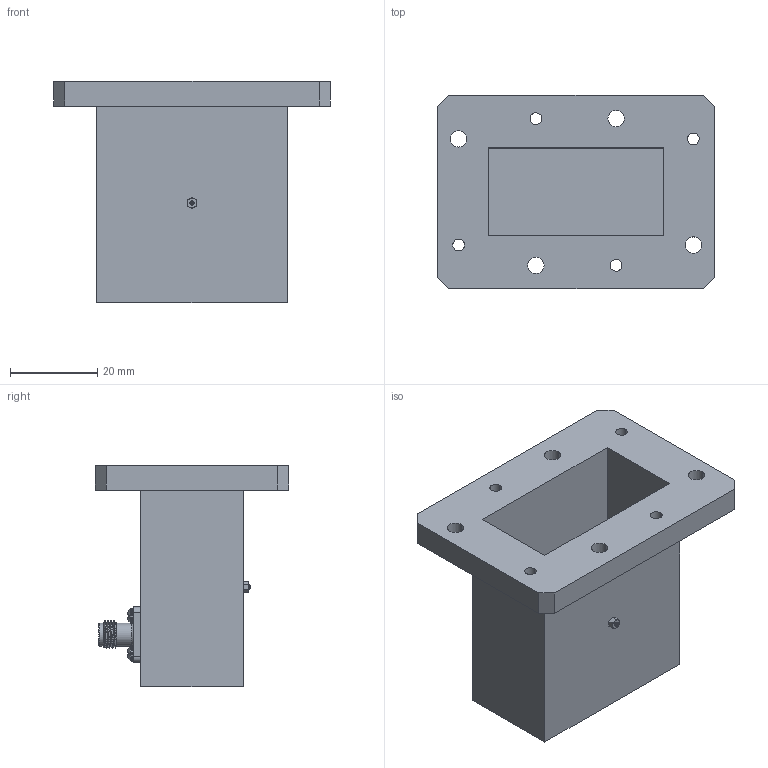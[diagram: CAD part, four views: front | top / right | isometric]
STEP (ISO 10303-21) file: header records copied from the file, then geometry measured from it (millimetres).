
FILE_DESCRIPTION (( 'STEP AP214' ), '1' );
FILE_NAME ('PEWCA1052.step', '2021-05-20T17:07:54', ( '' ), ( '' ), 'SwSTEP 2.0', 'SolidWorks 2020', '' );
FILE_SCHEMA (( 'AUTOMOTIVE_DESIGN' ));
Length unit declared in the file: inch
Products named in the file (3): PEWCA1052; SMA FEMALE
Assembly tree (2 placements, depth 2):
  PEWCA1052
    PEWCA1052
    SMA FEMALE
Bounding box: 63.5 x 44.45 x 50.8 mm (x, y, z)
Volume: 23036.9 mm3; surface area: 20011.7 mm2
Topology: 12 solids, 12 shells, 293 faces, 756 edges, 496 vertices
Faces by surface type: plane 122, cylinder 97, cone 41, bspline 31, torus 2
Entity records: 15283 total; most frequent: CARTESIAN_POINT 8311, ORIENTED_EDGE 1512, DIRECTION 1264, EDGE_CURVE 756, VERTEX_POINT 496, AXIS2_PLACEMENT_3D 486, EDGE_LOOP 330, FACE_OUTER_BOUND 293
